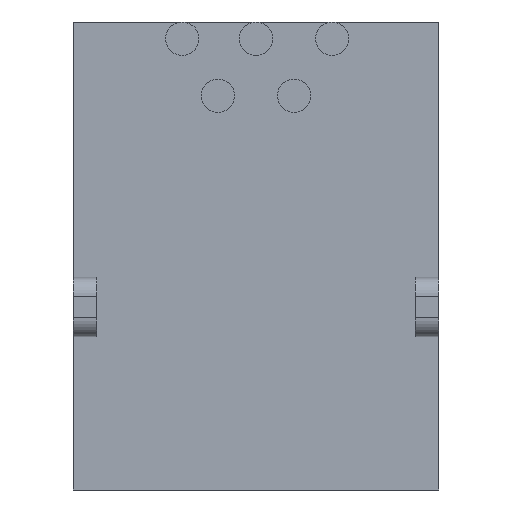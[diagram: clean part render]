
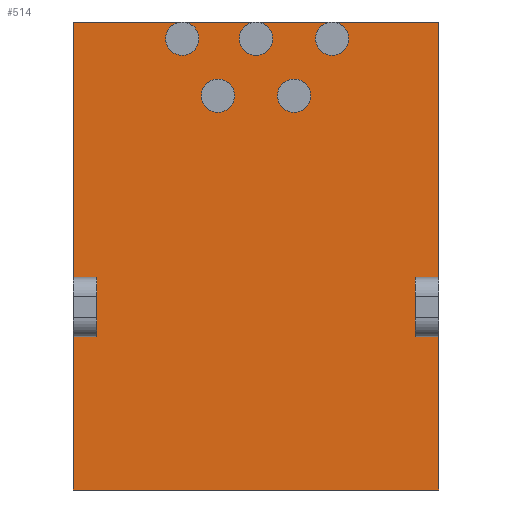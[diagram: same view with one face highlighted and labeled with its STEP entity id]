
A CAD part, front view. The second image highlights one B-rep face of the part: STEP entity #514.
In plain terms, the highlighted planar face has unit normal (0, -1, 0).
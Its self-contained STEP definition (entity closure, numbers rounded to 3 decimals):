
#15=FACE_BOUND('',#73,.T.);
#16=FACE_BOUND('',#74,.T.);
#21=PLANE('',#562);
#42=FACE_OUTER_BOUND('',#72,.T.);
#72=EDGE_LOOP('',(#373,#374,#375,#376,#377,#378,#379,#380,#381,#382,#383,
#384,#385,#386,#387,#388,#389,#390,#391,#392,#393));
#73=EDGE_LOOP('',(#394));
#74=EDGE_LOOP('',(#395));
#104=LINE('',#789,#154);
#107=LINE('',#799,#157);
#110=LINE('',#804,#160);
#111=LINE('',#807,#161);
#112=LINE('',#809,#162);
#113=LINE('',#811,#163);
#114=LINE('',#813,#164);
#115=LINE('',#815,#165);
#116=LINE('',#817,#166);
#117=LINE('',#819,#167);
#118=LINE('',#821,#168);
#119=LINE('',#826,#169);
#120=LINE('',#831,#170);
#121=LINE('',#836,#171);
#122=LINE('',#837,#172);
#154=VECTOR('',#625,10.);
#157=VECTOR('',#636,10.);
#160=VECTOR('',#641,10.);
#161=VECTOR('',#644,10.);
#162=VECTOR('',#645,10.);
#163=VECTOR('',#646,10.);
#164=VECTOR('',#647,10.);
#165=VECTOR('',#648,10.);
#166=VECTOR('',#649,10.);
#167=VECTOR('',#650,10.);
#168=VECTOR('',#651,10.);
#169=VECTOR('',#656,10.);
#170=VECTOR('',#661,10.);
#171=VECTOR('',#666,10.);
#172=VECTOR('',#667,10.);
#202=CIRCLE('',#563,0.35);
#203=CIRCLE('',#564,0.35);
#204=CIRCLE('',#565,0.35);
#205=CIRCLE('',#566,0.35);
#206=CIRCLE('',#567,0.35);
#207=CIRCLE('',#568,0.35);
#208=CIRCLE('',#569,0.35);
#209=CIRCLE('',#570,0.35);
#229=VERTEX_POINT('',#786);
#230=VERTEX_POINT('',#788);
#233=VERTEX_POINT('',#798);
#234=VERTEX_POINT('',#802);
#235=VERTEX_POINT('',#806);
#236=VERTEX_POINT('',#808);
#237=VERTEX_POINT('',#810);
#238=VERTEX_POINT('',#812);
#239=VERTEX_POINT('',#814);
#240=VERTEX_POINT('',#816);
#241=VERTEX_POINT('',#818);
#242=VERTEX_POINT('',#820);
#243=VERTEX_POINT('',#822);
#244=VERTEX_POINT('',#825);
#245=VERTEX_POINT('',#827);
#246=VERTEX_POINT('',#830);
#247=VERTEX_POINT('',#832);
#248=VERTEX_POINT('',#835);
#249=VERTEX_POINT('',#838);
#250=VERTEX_POINT('',#840);
#280=EDGE_CURVE('',#230,#229,#104,.T.);
#285=EDGE_CURVE('',#233,#230,#107,.T.);
#288=EDGE_CURVE('',#229,#234,#110,.T.);
#289=EDGE_CURVE('',#235,#234,#111,.T.);
#290=EDGE_CURVE('',#235,#236,#112,.T.);
#291=EDGE_CURVE('',#236,#237,#113,.T.);
#292=EDGE_CURVE('',#237,#238,#114,.T.);
#293=EDGE_CURVE('',#238,#239,#115,.T.);
#294=EDGE_CURVE('',#239,#240,#116,.T.);
#295=EDGE_CURVE('',#240,#241,#117,.T.);
#296=EDGE_CURVE('',#242,#241,#118,.T.);
#297=EDGE_CURVE('',#242,#243,#202,.T.);
#298=EDGE_CURVE('',#243,#242,#203,.T.);
#299=EDGE_CURVE('',#244,#242,#119,.T.);
#300=EDGE_CURVE('',#244,#245,#204,.T.);
#301=EDGE_CURVE('',#245,#244,#205,.T.);
#302=EDGE_CURVE('',#246,#244,#120,.T.);
#303=EDGE_CURVE('',#246,#247,#206,.T.);
#304=EDGE_CURVE('',#247,#246,#207,.T.);
#305=EDGE_CURVE('',#248,#246,#121,.T.);
#306=EDGE_CURVE('',#233,#248,#122,.T.);
#307=EDGE_CURVE('',#249,#249,#208,.T.);
#308=EDGE_CURVE('',#250,#250,#209,.T.);
#373=ORIENTED_EDGE('',*,*,#285,.T.);
#374=ORIENTED_EDGE('',*,*,#280,.T.);
#375=ORIENTED_EDGE('',*,*,#288,.T.);
#376=ORIENTED_EDGE('',*,*,#289,.F.);
#377=ORIENTED_EDGE('',*,*,#290,.T.);
#378=ORIENTED_EDGE('',*,*,#291,.T.);
#379=ORIENTED_EDGE('',*,*,#292,.T.);
#380=ORIENTED_EDGE('',*,*,#293,.T.);
#381=ORIENTED_EDGE('',*,*,#294,.T.);
#382=ORIENTED_EDGE('',*,*,#295,.T.);
#383=ORIENTED_EDGE('',*,*,#296,.F.);
#384=ORIENTED_EDGE('',*,*,#297,.T.);
#385=ORIENTED_EDGE('',*,*,#298,.T.);
#386=ORIENTED_EDGE('',*,*,#299,.F.);
#387=ORIENTED_EDGE('',*,*,#300,.T.);
#388=ORIENTED_EDGE('',*,*,#301,.T.);
#389=ORIENTED_EDGE('',*,*,#302,.F.);
#390=ORIENTED_EDGE('',*,*,#303,.T.);
#391=ORIENTED_EDGE('',*,*,#304,.T.);
#392=ORIENTED_EDGE('',*,*,#305,.F.);
#393=ORIENTED_EDGE('',*,*,#306,.F.);
#394=ORIENTED_EDGE('',*,*,#307,.T.);
#395=ORIENTED_EDGE('',*,*,#308,.T.);
#514=ADVANCED_FACE('',(#42,#15,#16),#21,.F.);
#562=AXIS2_PLACEMENT_3D('',#805,#642,#643);
#563=AXIS2_PLACEMENT_3D('',#823,#652,#653);
#564=AXIS2_PLACEMENT_3D('',#824,#654,#655);
#565=AXIS2_PLACEMENT_3D('',#828,#657,#658);
#566=AXIS2_PLACEMENT_3D('',#829,#659,#660);
#567=AXIS2_PLACEMENT_3D('',#833,#662,#663);
#568=AXIS2_PLACEMENT_3D('',#834,#664,#665);
#569=AXIS2_PLACEMENT_3D('',#839,#668,#669);
#570=AXIS2_PLACEMENT_3D('',#841,#670,#671);
#625=DIRECTION('',(0.,0.,-1.));
#636=DIRECTION('',(1.,0.,0.));
#641=DIRECTION('',(-1.,0.,0.));
#642=DIRECTION('center_axis',(0.,1.,0.));
#643=DIRECTION('ref_axis',(1.,0.,0.));
#644=DIRECTION('',(0.,0.,1.));
#645=DIRECTION('',(1.,0.,0.));
#646=DIRECTION('',(0.,0.,1.));
#647=DIRECTION('',(-1.,0.,0.));
#648=DIRECTION('',(0.,0.,1.));
#649=DIRECTION('',(1.,0.,0.));
#650=DIRECTION('',(0.,0.,1.));
#651=DIRECTION('',(1.,0.,0.));
#652=DIRECTION('center_axis',(0.,1.,0.));
#653=DIRECTION('ref_axis',(1.,0.,0.));
#654=DIRECTION('center_axis',(0.,1.,0.));
#655=DIRECTION('ref_axis',(1.,0.,0.));
#656=DIRECTION('',(1.,0.,0.));
#657=DIRECTION('center_axis',(0.,1.,0.));
#658=DIRECTION('ref_axis',(1.,0.,0.));
#659=DIRECTION('center_axis',(0.,1.,0.));
#660=DIRECTION('ref_axis',(1.,0.,0.));
#661=DIRECTION('',(1.,0.,0.));
#662=DIRECTION('center_axis',(0.,1.,0.));
#663=DIRECTION('ref_axis',(1.,0.,0.));
#664=DIRECTION('center_axis',(0.,1.,0.));
#665=DIRECTION('ref_axis',(1.,0.,0.));
#666=DIRECTION('',(1.,0.,0.));
#667=DIRECTION('',(0.,0.,1.));
#668=DIRECTION('center_axis',(0.,1.,0.));
#669=DIRECTION('ref_axis',(1.,0.,0.));
#670=DIRECTION('center_axis',(0.,1.,0.));
#671=DIRECTION('ref_axis',(1.,0.,0.));
#786=CARTESIAN_POINT('',(-3.35,0.,-6.275));
#788=CARTESIAN_POINT('',(-3.35,0.,-5.025));
#789=CARTESIAN_POINT('',(-3.35,0.,-5.113));
#798=CARTESIAN_POINT('',(-3.85,0.,-5.025));
#799=CARTESIAN_POINT('',(-1.675,0.,-5.025));
#802=CARTESIAN_POINT('',(-3.85,0.,-6.275));
#804=CARTESIAN_POINT('',(-1.675,0.,-6.275));
#805=CARTESIAN_POINT('Origin',(0.,0.,-4.575));
#806=CARTESIAN_POINT('',(-3.85,0.,-9.5));
#807=CARTESIAN_POINT('',(-3.85,0.,-9.5));
#808=CARTESIAN_POINT('',(3.85,0.,-9.5));
#809=CARTESIAN_POINT('',(-3.85,0.,-9.5));
#810=CARTESIAN_POINT('',(3.85,0.,-6.275));
#811=CARTESIAN_POINT('',(3.85,0.,-9.5));
#812=CARTESIAN_POINT('',(3.35,0.,-6.275));
#813=CARTESIAN_POINT('',(1.925,0.,-6.275));
#814=CARTESIAN_POINT('',(3.35,0.,-5.025));
#815=CARTESIAN_POINT('',(3.35,0.,-5.113));
#816=CARTESIAN_POINT('',(3.85,0.,-5.025));
#817=CARTESIAN_POINT('',(1.925,0.,-5.025));
#818=CARTESIAN_POINT('',(3.85,0.,0.35));
#819=CARTESIAN_POINT('',(3.85,0.,-9.5));
#820=CARTESIAN_POINT('',(1.6,0.,0.35));
#821=CARTESIAN_POINT('',(-3.85,0.,0.35));
#822=CARTESIAN_POINT('',(1.25,0.,0.));
#823=CARTESIAN_POINT('Origin',(1.6,0.,0.));
#824=CARTESIAN_POINT('Origin',(1.6,0.,0.));
#825=CARTESIAN_POINT('',(0.,0.,0.35));
#826=CARTESIAN_POINT('',(-3.85,0.,0.35));
#827=CARTESIAN_POINT('',(-0.35,0.,0.));
#828=CARTESIAN_POINT('Origin',(0.,0.,0.));
#829=CARTESIAN_POINT('Origin',(0.,0.,0.));
#830=CARTESIAN_POINT('',(-1.551,0.,0.35));
#831=CARTESIAN_POINT('',(-3.85,0.,0.35));
#832=CARTESIAN_POINT('',(-1.901,0.,0.));
#833=CARTESIAN_POINT('Origin',(-1.551,0.,0.));
#834=CARTESIAN_POINT('Origin',(-1.551,0.,0.));
#835=CARTESIAN_POINT('',(-3.85,0.,0.35));
#836=CARTESIAN_POINT('',(-3.85,0.,0.35));
#837=CARTESIAN_POINT('',(-3.85,0.,-9.5));
#838=CARTESIAN_POINT('',(-1.15,0.,-1.2));
#839=CARTESIAN_POINT('Origin',(-0.8,0.,-1.2));
#840=CARTESIAN_POINT('',(0.45,0.,-1.2));
#841=CARTESIAN_POINT('Origin',(0.8,0.,-1.2));
